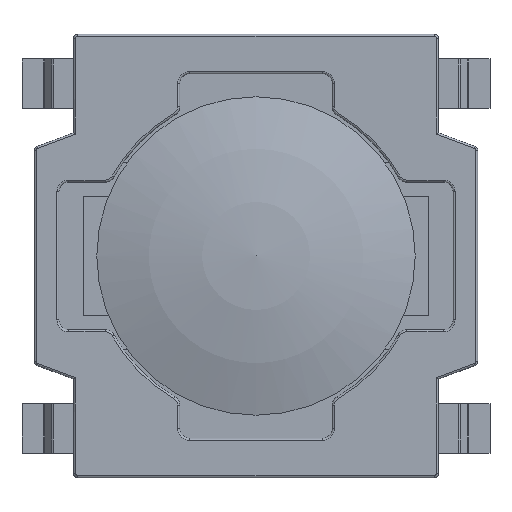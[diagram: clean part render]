
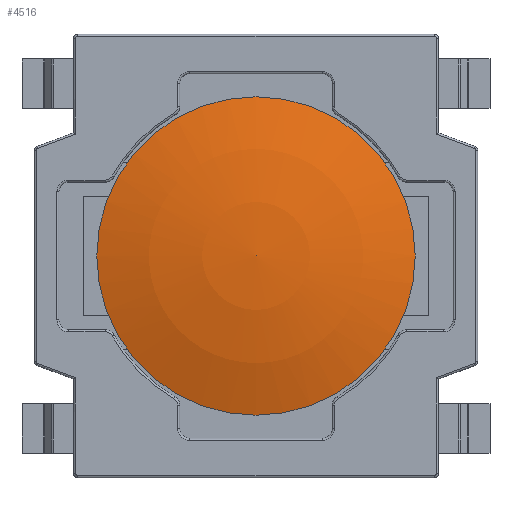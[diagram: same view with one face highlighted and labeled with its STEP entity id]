
A CAD part, top view. The second image highlights one B-rep face of the part: STEP entity #4516.
In plain terms, the highlighted spherical face has radius 5.295 mm.
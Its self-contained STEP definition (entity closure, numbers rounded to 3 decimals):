
#15=SPHERICAL_SURFACE('',#5002,5.295);
#422=FACE_OUTER_BOUND('',#675,.T.);
#675=EDGE_LOOP('',(#4077,#4078,#4079,#4080));
#1726=CIRCLE('',#5003,1.616);
#1727=CIRCLE('',#5004,5.295);
#1728=CIRCLE('',#5005,1.616);
#2138=VERTEX_POINT('',#7770);
#2139=VERTEX_POINT('',#7771);
#2140=VERTEX_POINT('',#7773);
#2788=EDGE_CURVE('',#2138,#2139,#1726,.T.);
#2789=EDGE_CURVE('',#2140,#2139,#1727,.T.);
#2790=EDGE_CURVE('',#2139,#2138,#1728,.T.);
#4077=ORIENTED_EDGE('',*,*,#2788,.T.);
#4078=ORIENTED_EDGE('',*,*,#2789,.F.);
#4079=ORIENTED_EDGE('',*,*,#2789,.T.);
#4080=ORIENTED_EDGE('',*,*,#2790,.T.);
#4516=ADVANCED_FACE('',(#422),#15,.T.);
#5002=AXIS2_PLACEMENT_3D('',#7769,#6359,#6360);
#5003=AXIS2_PLACEMENT_3D('',#7772,#6361,#6362);
#5004=AXIS2_PLACEMENT_3D('',#7774,#6363,#6364);
#5005=AXIS2_PLACEMENT_3D('',#7775,#6365,#6366);
#6359=DIRECTION('center_axis',(0.,0.,1.));
#6360=DIRECTION('ref_axis',(1.,0.,0.));
#6361=DIRECTION('center_axis',(0.,0.,1.));
#6362=DIRECTION('ref_axis',(1.,0.,0.));
#6363=DIRECTION('center_axis',(0.,-1.,0.));
#6364=DIRECTION('ref_axis',(-1.,0.,0.));
#6365=DIRECTION('center_axis',(0.,0.,1.));
#6366=DIRECTION('ref_axis',(1.,0.,0.));
#7769=CARTESIAN_POINT('Origin',(0.,0.,-4.795));
#7770=CARTESIAN_POINT('',(1.616,0.,0.247));
#7771=CARTESIAN_POINT('',(-1.616,0.,0.247));
#7772=CARTESIAN_POINT('Origin',(0.,0.,0.247));
#7773=CARTESIAN_POINT('',(0.,0.,0.5));
#7774=CARTESIAN_POINT('Origin',(0.,0.,-4.795));
#7775=CARTESIAN_POINT('Origin',(0.,0.,0.247));
